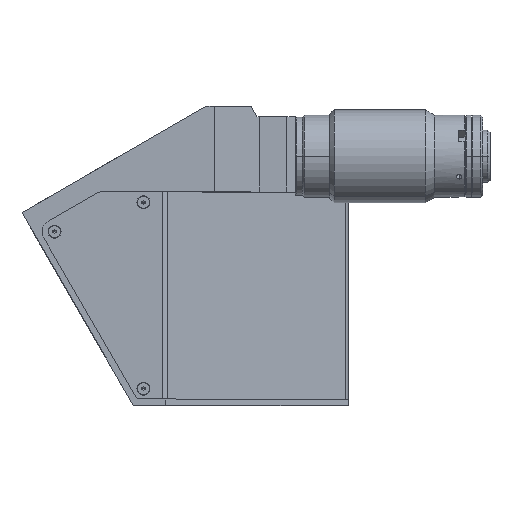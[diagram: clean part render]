
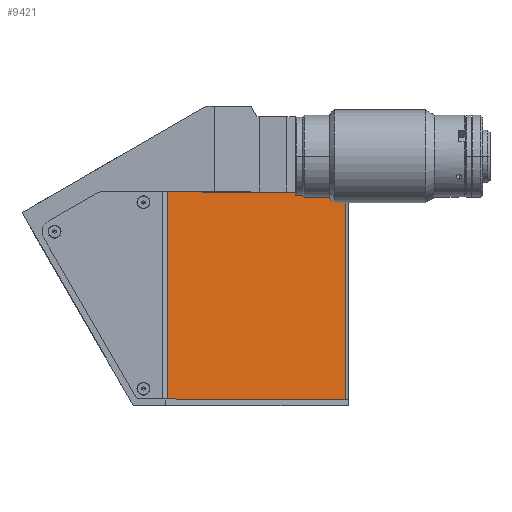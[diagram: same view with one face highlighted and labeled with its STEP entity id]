
A CAD part, top view. The second image highlights one B-rep face of the part: STEP entity #9421.
In plain terms, the highlighted planar face has unit normal (0.707, 0, 0.707).
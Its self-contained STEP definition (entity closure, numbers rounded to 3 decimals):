
#141 = DIRECTION ( 'NONE',  ( -0.707, 0., 0.707 ) ) ;
#184 = LINE ( 'NONE', #3990, #472 ) ;
#472 = VECTOR ( 'NONE', #6908, 1000. ) ;
#826 = EDGE_CURVE ( 'NONE', #12325, #1724, #2369, .T. ) ;
#983 = VERTEX_POINT ( 'NONE', #1003 ) ;
#1003 = CARTESIAN_POINT ( 'NONE',  ( -25.615, -59., 344.496 ) ) ;
#1143 = PLANE ( 'NONE',  #3679 ) ;
#1212 = CARTESIAN_POINT ( 'NONE',  ( 60.828, -59., 258.052 ) ) ;
#1724 = VERTEX_POINT ( 'NONE', #1212 ) ;
#2033 = ORIENTED_EDGE ( 'NONE', *, *, #8617, .F. ) ;
#2369 = LINE ( 'NONE', #11199, #4355 ) ;
#3014 = VERTEX_POINT ( 'NONE', #10344 ) ;
#3195 = CARTESIAN_POINT ( 'NONE',  ( 61.414, -59., 257.466 ) ) ;
#3578 = CARTESIAN_POINT ( 'NONE',  ( -25.615, -59., 344.496 ) ) ;
#3679 = AXIS2_PLACEMENT_3D ( 'NONE', #3195, #4977, #141 ) ;
#3990 = CARTESIAN_POINT ( 'NONE',  ( 61.414, 41.5, 257.466 ) ) ;
#4355 = VECTOR ( 'NONE', #5333, 1000. ) ;
#4528 = DIRECTION ( 'NONE',  ( 0., 1., 0. ) ) ;
#4566 = CARTESIAN_POINT ( 'NONE',  ( 61.414, -59., 257.466 ) ) ;
#4977 = DIRECTION ( 'NONE',  ( 0.707, 0., 0.707 ) ) ;
#5109 = VECTOR ( 'NONE', #4528, 1000. ) ;
#5333 = DIRECTION ( 'NONE',  ( 0., -1., 0. ) ) ;
#5454 = ORIENTED_EDGE ( 'NONE', *, *, #826, .F. ) ;
#5593 = CARTESIAN_POINT ( 'NONE',  ( 60.828, 41.5, 258.052 ) ) ;
#5917 = FACE_OUTER_BOUND ( 'NONE', #8717, .T. ) ;
#6908 = DIRECTION ( 'NONE',  ( 0.707, 0., -0.707 ) ) ;
#7561 = LINE ( 'NONE', #3578, #5109 ) ;
#7667 = ORIENTED_EDGE ( 'NONE', *, *, #11609, .T. ) ;
#8517 = ORIENTED_EDGE ( 'NONE', *, *, #9118, .F. ) ;
#8547 = DIRECTION ( 'NONE',  ( 0.707, 0., -0.707 ) ) ;
#8617 = EDGE_CURVE ( 'NONE', #983, #3014, #7561, .T. ) ;
#8717 = EDGE_LOOP ( 'NONE', ( #8517, #2033, #7667, #5454 ) ) ;
#9118 = EDGE_CURVE ( 'NONE', #3014, #12325, #184, .T. ) ;
#9421 = ADVANCED_FACE ( 'NONE', ( #5917 ), #1143, .T. ) ;
#9490 = LINE ( 'NONE', #4566, #10965 ) ;
#10344 = CARTESIAN_POINT ( 'NONE',  ( -25.615, 41.5, 344.496 ) ) ;
#10965 = VECTOR ( 'NONE', #8547, 1000. ) ;
#11199 = CARTESIAN_POINT ( 'NONE',  ( 60.828, -59., 258.052 ) ) ;
#11609 = EDGE_CURVE ( 'NONE', #983, #1724, #9490, .T. ) ;
#12325 = VERTEX_POINT ( 'NONE', #5593 ) ;
